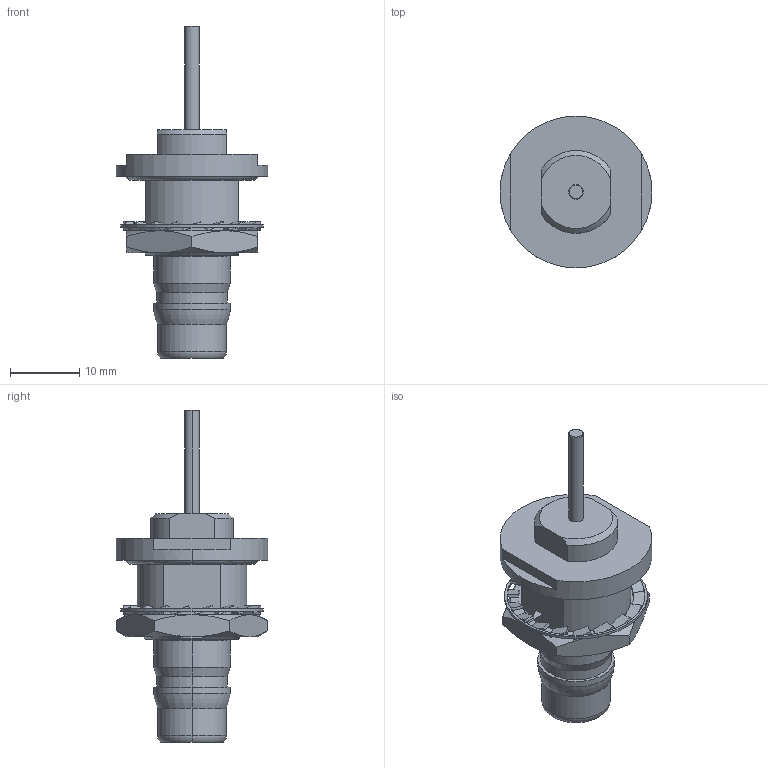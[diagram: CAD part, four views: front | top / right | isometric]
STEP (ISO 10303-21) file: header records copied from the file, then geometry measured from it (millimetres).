
FILE_DESCRIPTION (( 'STEP AP203' ), '1' );
FILE_NAME ('R164.606.110A.STEP', '2015-05-06T07:15:08', ( '' ), ( '' ), 'SwSTEP 2.0', 'SolidWorks 2014', '' );
FILE_SCHEMA (( 'CONFIG_CONTROL_DESIGN' ));
Length unit declared in the file: metre
Products named in the file (1): R164.606.110A
Bounding box: 22 x 22 x 48.1 mm (x, y, z)
Volume: 5118.5 mm3; surface area: 3204.9 mm2
Topology: 2 solids, 2 shells, 243 faces, 669 edges, 436 vertices
Faces by surface type: plane 126, cylinder 65, cone 40, torus 12
Entity records: 8300 total; most frequent: CARTESIAN_POINT 2095, ORIENTED_EDGE 1338, DIRECTION 1245, EDGE_CURVE 669, AXIS2_PLACEMENT_3D 504, VERTEX_POINT 436, EDGE_LOOP 291, CIRCLE 260
